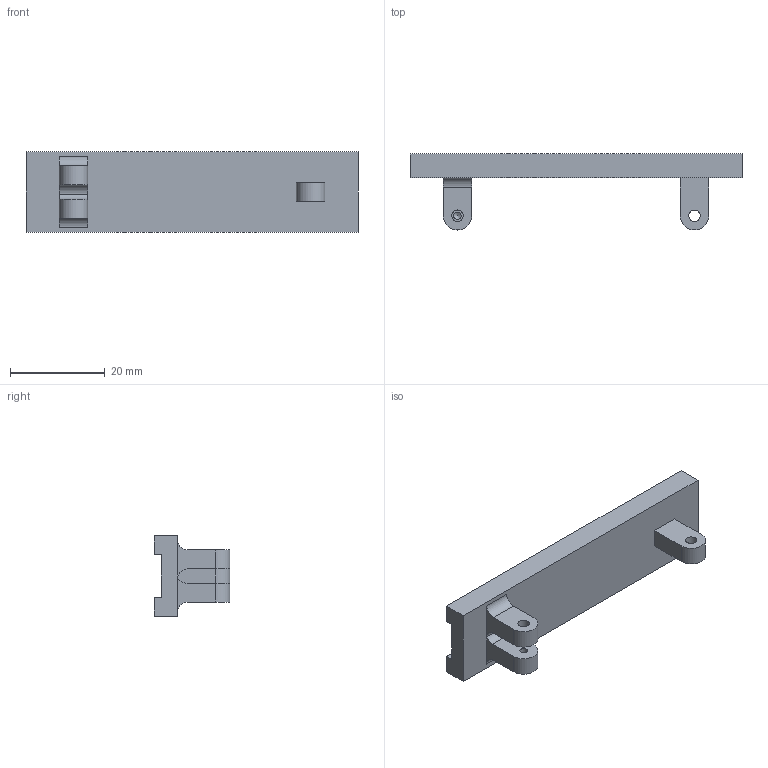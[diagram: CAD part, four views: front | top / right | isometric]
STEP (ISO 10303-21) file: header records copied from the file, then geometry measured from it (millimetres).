
FILE_DESCRIPTION(/* description */ (''),/* implementation_level */ '2;1');
FILE_NAME(/* name */ 'Arm1.ipt.stp',/* time_stamp */ '2021-06-20T10:01:15-05:00',/* author */ ('svale'),/* organization */ (''),/* preprocessor_version */ 'ST-DEVELOPER v18.1',/* originating_system */ 'Autodesk Inventor 2021',/* authorisation */ '');
FILE_SCHEMA (('AUTOMOTIVE_DESIGN { 1 0 10303 214 3 1 1 }'));
Length unit declared in the file: millimetre
Products named in the file (1): Arm1
Bounding box: 70 x 16 x 17 mm (x, y, z)
Volume: 5211.9 mm3; surface area: 4208.7 mm2
Topology: 1 solids, 1 shells, 40 faces, 113 edges, 80 vertices
Faces by surface type: plane 24, cylinder 13, cone 3
Full cylindrical faces by diameter (mm): 1.567 x3, 2.4 x2
Entity records: 1348 total; most frequent: CARTESIAN_POINT 228, DIRECTION 224, ORIENTED_EDGE 214, EDGE_CURVE 107, AXIS2_PLACEMENT_3D 76, VERTEX_POINT 74, LINE 72, VECTOR 72
